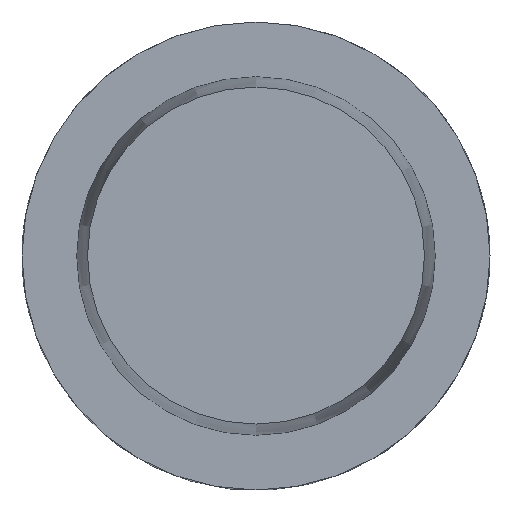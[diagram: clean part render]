
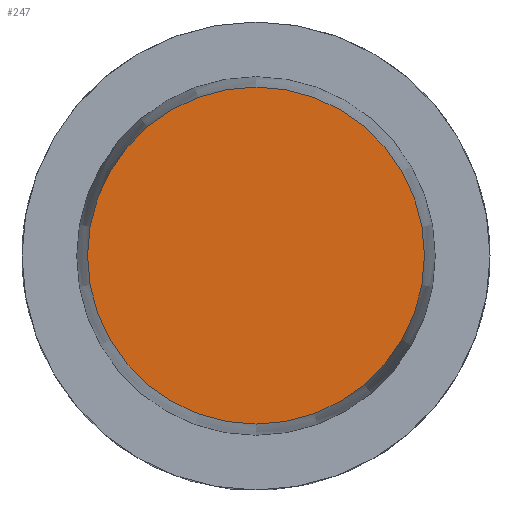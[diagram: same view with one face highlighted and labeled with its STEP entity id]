
A CAD part, top view. The second image highlights one B-rep face of the part: STEP entity #247.
In plain terms, the highlighted planar face has unit normal (0, 0, 1).
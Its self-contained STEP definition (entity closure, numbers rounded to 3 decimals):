
#190=EDGE_CURVE('240[2]',#588,#588,#589,.T.);
#247=ADVANCED_FACE('240[2]',(#688),#689,.T.);
#588=VERTEX_POINT('',#1121);
#589=CIRCLE('',#1122,18.);
#688=FACE_OUTER_BOUND('',#1271,.T.);
#689=PLANE('',#1272);
#1121=CARTESIAN_POINT('',(0.,18.,25.0));
#1122=AXIS2_PLACEMENT_3D('',#2148,#2149,#2150);
#1271=EDGE_LOOP('',(#2207));
#1272=AXIS2_PLACEMENT_3D('',#2208,#2209,#2210);
#2148=CARTESIAN_POINT('',(0.,0.,25.0));
#2149=DIRECTION('',(0.,0.,-1.0));
#2150=DIRECTION('',(0.,1.0,0.));
#2207=ORIENTED_EDGE('',*,*,#190,.F.);
#2208=CARTESIAN_POINT('',(0.,9.,25.0));
#2209=DIRECTION('',(0.,0.,1.0));
#2210=DIRECTION('',(1.0,0.,0.0));
